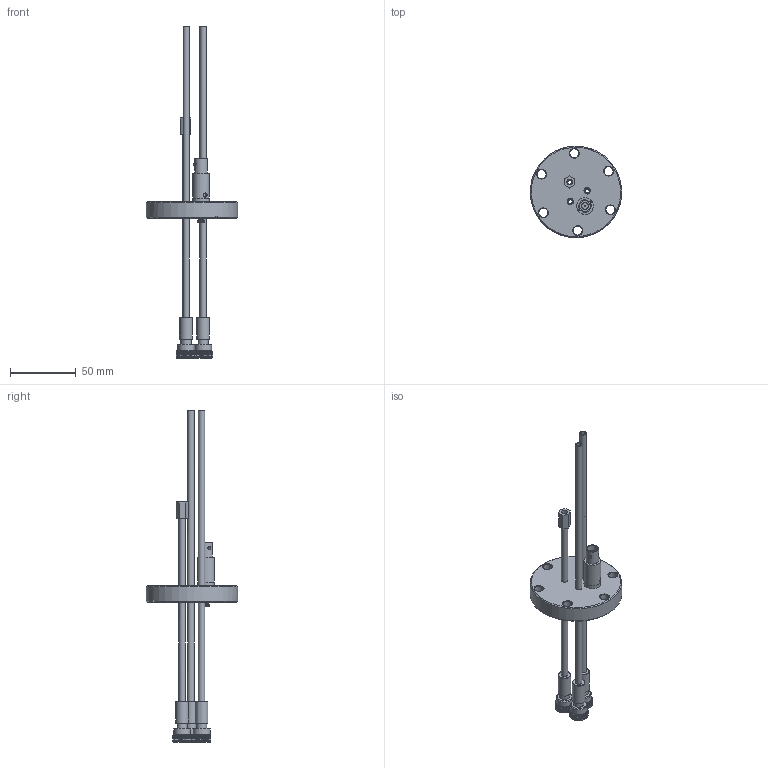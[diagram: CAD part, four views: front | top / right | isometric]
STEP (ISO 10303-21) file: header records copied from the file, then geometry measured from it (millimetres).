
FILE_DESCRIPTION(/* description */ ('CF40 Feedthrough, 1 Elec., 3 Tubes, U.T Fittings (750-685-G2)'),/* implementation_level */ '2;1');
FILE_NAME(/* name */ '750-685-G2 - CF40 Feedthrough, 1 Elec., 3 Tubes, U.T Fittings (Outline Model rev. B).stp',/* time_stamp */ '2016-06-22T13:56:02-04:00',/* author */ ('Joel Plasencia'),/* organization */ ('INFICON'),/* preprocessor_version */ 'ST-DEVELOPER v11',/* originating_system */ 'SIEMENS PLM Software NX 7.5',/* authorisation */ 'Copyright© 2017 INFICON - ALL RIGHTS RESERVED');
FILE_SCHEMA (('AUTOMOTIVE_DESIGN { 1 0 10303 214 1 1 1 1 }'));
Length unit declared in the file: inch
Products named in the file (1): 750-685-G2_B
Bounding box: 69.26 x 69.31 x 251.71 mm (x, y, z)
Volume: 58494.5 mm3; surface area: 34607 mm2
Topology: 1 solids, 1 shells, 447 faces, 1207 edges, 801 vertices
Faces by surface type: plane 350, cylinder 53, cone 38, extrusion 2, revolution 2, torus 2
Full cylindrical faces by diameter (mm): 0.965 x1, 1.27 x1, 2.032 x3, 3.175 x5, 3.481 x1, 3.492 x3, 3.759 x1, 4.305 x1, 4.851 x6, 4.953 x1, 5.08 x1, 6.731 x6, 7.531 x3, 8.128 x1, 8.496 x1, 9.373 x1, 9.512 x1, 9.525 x5, 12.56 x1, 12.7 x2, 12.751 x3, 41.91 x1, 48.311 x1, 69.342 x1
Entity records: 15643 total; most frequent: CARTESIAN_POINT 5945, ORIENTED_EDGE 2152, DIRECTION 1532, EDGE_CURVE 1076, VERTEX_POINT 764, B_SPLINE_CURVE_WITH_KNOTS 597, EDGE_LOOP 597, AXIS2_PLACEMENT_3D 593
